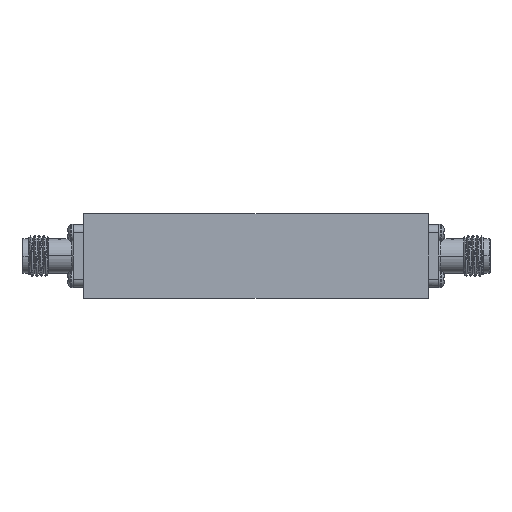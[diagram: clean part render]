
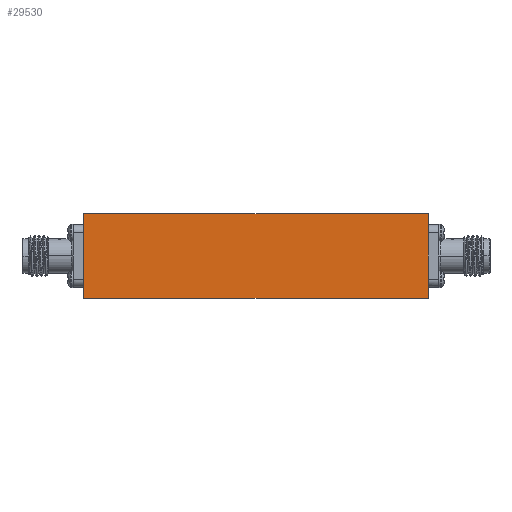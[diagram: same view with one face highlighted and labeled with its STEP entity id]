
A CAD part, left-side view. The second image highlights one B-rep face of the part: STEP entity #29530.
In plain terms, the highlighted planar face has unit normal (-1, 0, 0).
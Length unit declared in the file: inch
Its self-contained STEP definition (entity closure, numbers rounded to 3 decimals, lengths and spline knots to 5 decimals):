
#1403 = EDGE_CURVE ( 'NONE', #8999, #23360, #7540, .T. ) ;
#2898 = VERTEX_POINT ( 'NONE', #14831 ) ;
#5159 = CARTESIAN_POINT ( 'NONE',  ( -0.94488, -1.04331, 0.25591 ) ) ;
#5542 = DIRECTION ( 'NONE',  ( 0., 1., 0. ) ) ;
#5819 = DIRECTION ( 'NONE',  ( 0., 0., -1. ) ) ;
#6997 = LINE ( 'NONE', #23743, #16247 ) ;
#7540 = LINE ( 'NONE', #5159, #27807 ) ;
#7923 = DIRECTION ( 'NONE',  ( 1., 0., 0. ) ) ;
#8999 = VERTEX_POINT ( 'NONE', #16719 ) ;
#10269 = LINE ( 'NONE', #12823, #26971 ) ;
#11191 = ORIENTED_EDGE ( 'NONE', *, *, #1403, .F. ) ;
#11198 = EDGE_CURVE ( 'NONE', #2898, #11929, #6997, .T. ) ;
#11929 = VERTEX_POINT ( 'NONE', #18549 ) ;
#12380 = PLANE ( 'NONE',  #27561 ) ;
#12823 = CARTESIAN_POINT ( 'NONE',  ( -0.94488, -1.04331, 0.25591 ) ) ;
#14262 = ORIENTED_EDGE ( 'NONE', *, *, #25398, .F. ) ;
#14582 = LINE ( 'NONE', #21930, #18416 ) ;
#14776 = FACE_OUTER_BOUND ( 'NONE', #14835, .T. ) ;
#14831 = CARTESIAN_POINT ( 'NONE',  ( -0.94488, 1.04331, -0.25591 ) ) ;
#14835 = EDGE_LOOP ( 'NONE', ( #24692, #14262, #11191, #24788 ) ) ;
#16247 = VECTOR ( 'NONE', #21515, 39.37008 ) ;
#16719 = CARTESIAN_POINT ( 'NONE',  ( -0.94488, 1.04331, 0.25591 ) ) ;
#17071 = EDGE_CURVE ( 'NONE', #8999, #2898, #14582, .T. ) ;
#18416 = VECTOR ( 'NONE', #19536, 39.37008 ) ;
#18549 = CARTESIAN_POINT ( 'NONE',  ( -0.94488, -1.04331, -0.25591 ) ) ;
#19536 = DIRECTION ( 'NONE',  ( 0., 0., -1. ) ) ;
#20132 = DIRECTION ( 'NONE',  ( 0., -1., 0. ) ) ;
#21412 = CARTESIAN_POINT ( 'NONE',  ( -0.94488, -1.04331, 0.25591 ) ) ;
#21515 = DIRECTION ( 'NONE',  ( 0., -1., 0. ) ) ;
#21930 = CARTESIAN_POINT ( 'NONE',  ( -0.94488, 1.04331, 0.25591 ) ) ;
#23360 = VERTEX_POINT ( 'NONE', #21412 ) ;
#23743 = CARTESIAN_POINT ( 'NONE',  ( -0.94488, -1.04331, -0.25591 ) ) ;
#24692 = ORIENTED_EDGE ( 'NONE', *, *, #11198, .T. ) ;
#24788 = ORIENTED_EDGE ( 'NONE', *, *, #17071, .T. ) ;
#25398 = EDGE_CURVE ( 'NONE', #23360, #11929, #10269, .T. ) ;
#26971 = VECTOR ( 'NONE', #5819, 39.37008 ) ;
#27561 = AXIS2_PLACEMENT_3D ( 'NONE', #29654, #7923, #5542 ) ;
#27807 = VECTOR ( 'NONE', #20132, 39.37008 ) ;
#29530 = ADVANCED_FACE ( 'NONE', ( #14776 ), #12380, .F. ) ;
#29654 = CARTESIAN_POINT ( 'NONE',  ( -0.94488, -1.04331, 0.25591 ) ) ;
